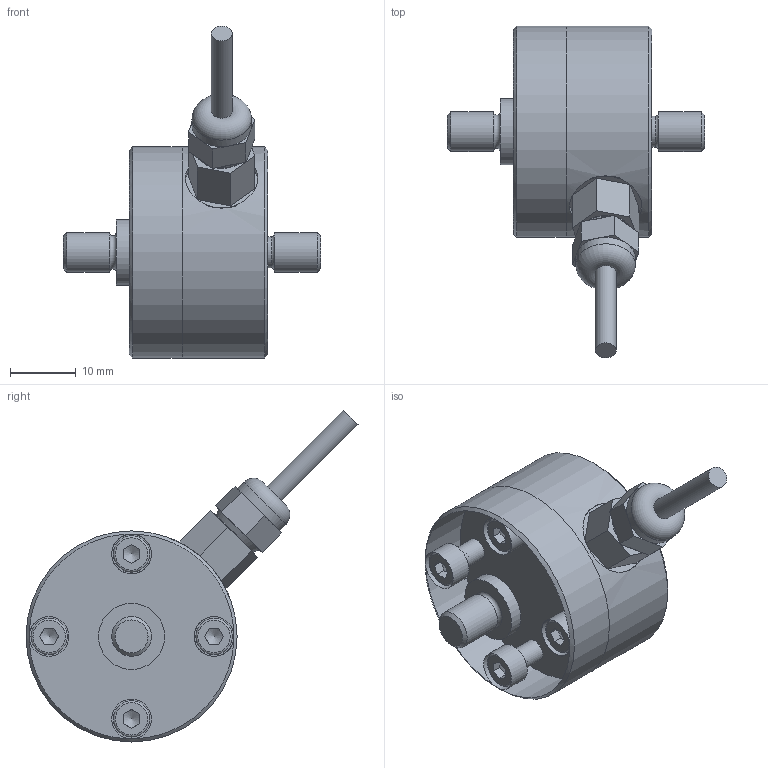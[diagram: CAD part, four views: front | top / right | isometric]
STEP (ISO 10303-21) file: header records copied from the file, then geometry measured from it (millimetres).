
FILE_DESCRIPTION( ( 'Unknown' ), '1' );
FILE_NAME( 'K1563-1000N.stp', 'Unknown', ( 'Unknown' ), ( 'Unknown' ), 'PSStep 17.0.49', 'Unknown', ' ' );
FILE_SCHEMA( ( 'AUTOMOTIVE_DESIGN { 1 0 10303 214 1 1 1 1 }' ) );
Length unit declared in the file: millimetre
Products named in the file (6): Assem1; skindicht-mini m6x1_doc-00006679; 2139-010_doc-00008061; 2139-011_doc-00008069; Zylinderschraube DIN 912-M3x0x10; kabeldurchmesser 3_doc-00037959
Assembly tree (8 placements, depth 2):
  Assem1
    skindicht-mini m6x1_doc-00006679
    2139-010_doc-00008061
    2139-011_doc-00008069
    Zylinderschraube DIN 912-M3x0x10  x4
    kabeldurchmesser 3_doc-00037959
Bounding box: 39 x 50.32 x 50.32 mm (x, y, z)
Volume: 18107.8 mm3; surface area: 8371.5 mm2
Topology: 8 solids, 9 shells, 181 faces, 387 edges, 243 vertices
Faces by surface type: plane 89, cylinder 49, cone 34, torus 9
Full cylindrical faces by diameter (mm): 2.387 x4, 2.5 x4, 3 x8, 3.2 x2, 3.4 x4, 4.7 x1, 5.5 x4, 6 x6, 8 x1, 9.026 x1, 10 x1, 11 x1, 32 x2
Entity records: 3999 total; most frequent: CARTESIAN_POINT 588, DIRECTION 562, ORIENTED_EDGE 390, AXIS2_PLACEMENT_3D 241, EDGE_CURVE 195, EDGE_LOOP 194, FACE_OUTER_BOUND 157, VERTEX_POINT 146
